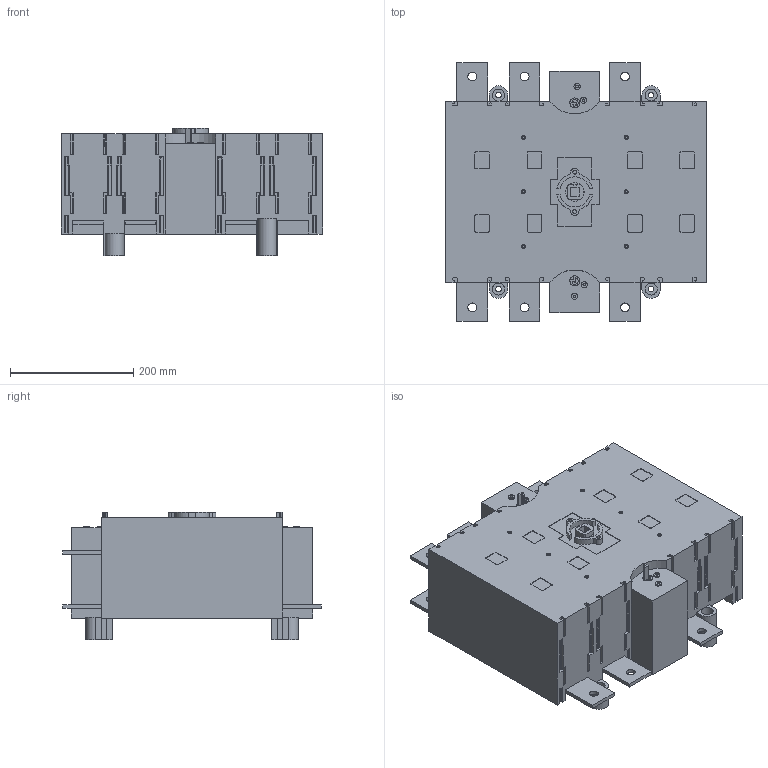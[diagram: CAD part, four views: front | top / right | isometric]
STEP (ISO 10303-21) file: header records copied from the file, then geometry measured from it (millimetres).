
FILE_DESCRIPTION((''),'2;1');
FILE_NAME('Conmut S-CC-1000-1250A 3P (2011-02).stp','2011-02-15T10:35:14',('idi'),(''),'Autodesk Inventor 2010','Autodesk Inventor 2010','');
FILE_SCHEMA(('AUTOMOTIVE_DESIGN { 1 0 10303 214 1 1 1 1 }'));
Length unit declared in the file: millimetre
Products named in the file (1): Pieza3
Bounding box: 424 x 419.1 x 207.5 mm (x, y, z)
Volume: 19788960.1 mm3; surface area: 809105.8 mm2
Topology: 1 solids, 1 shells, 1084 faces, 2986 edges, 1985 vertices
Faces by surface type: plane 940, cylinder 132, cone 10, bspline 2
Full cylindrical faces by diameter (mm): 3 x8, 4 x10, 4.2 x1, 5 x6, 6.15 x2, 6.6 x6, 9 x4, 10 x4, 14.5 x9, 16.2 x2, 19.5 x4, 30.2 x1, 35.2 x2
Entity records: 34054 total; most frequent: CARTESIAN_POINT 6076, ORIENTED_EDGE 5798, DIRECTION 5324, EDGE_CURVE 2899, VECTOR 2624, LINE 2624, VERTEX_POINT 1967, AXIS2_PLACEMENT_3D 1350
